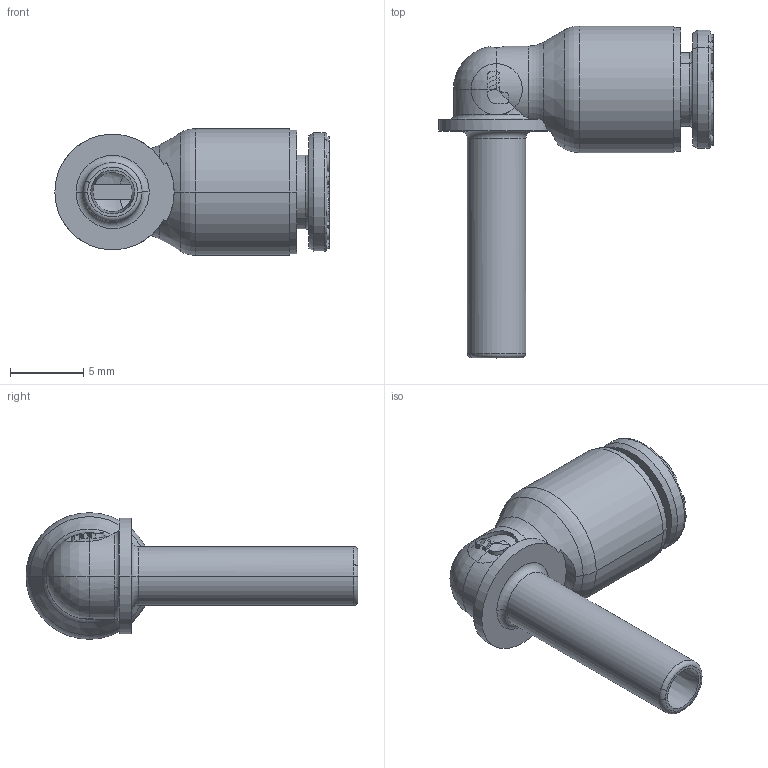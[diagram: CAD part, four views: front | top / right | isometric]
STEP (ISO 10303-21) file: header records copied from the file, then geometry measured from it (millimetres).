
FILE_DESCRIPTION(('STEP AP214'),'1');
FILE_NAME('6882_04_00.stp','2016-07-07T14:48:57',('TraceParts'),('TraceParts S.A.'),'Spatial InterOp 3D',' ',' ');
FILE_SCHEMA(('automotive_design'));
Length unit declared in the file: millimetre
Products named in the file (6): V882-04-00_ASM|Next assembly relationship#44104-64_ASM|Next assembly relationship#44104-26;44104-26; V882-04-00_ASM|Next assembly relationship#44104-64_ASM|Next assembly relationship#44104;44104; V882-04-00_ASM|Next assembly relationship#44104-64_ASM|Next assembly relationship#44104-27;44104-27; V882-04-00_ASM|Next assembly relationship#44104-64_ASM|Next assembly relationship#44124-20;44124-20; V882-04-00_ASM|Next assembly relationship#44524-16;44524-16; V882-04-00_ASM|Next assembly relationship#44104-11-10_ASS;44104-11-10_ASS
Bounding box: 18.74 x 22.68 x 8.65 mm (x, y, z)
Volume: 613.1 mm3; surface area: 1796.2 mm2
Topology: 6 solids, 6 shells, 720 faces, 1851 edges, 1155 vertices
Faces by surface type: plane 223, cylinder 147, torus 103, extrusion 99, cone 69, bspline 67, sphere 12
Entity records: 25896 total; most frequent: CARTESIAN_POINT 9076, ORIENTED_EDGE 3694, DIRECTION 3148, EDGE_CURVE 1847, VERTEX_POINT 1155, AXIS2_PLACEMENT_3D 1147, VECTOR 854, LINE 755
